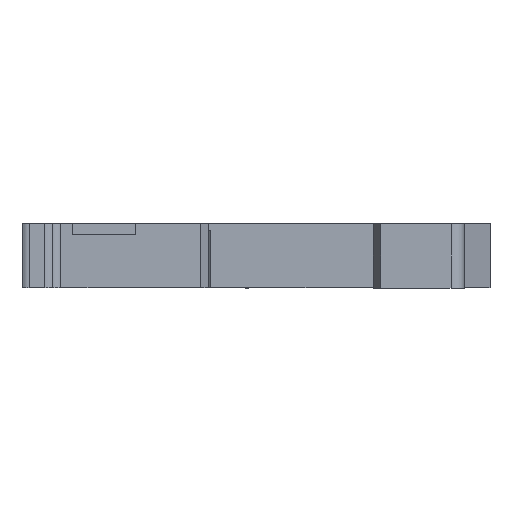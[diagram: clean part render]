
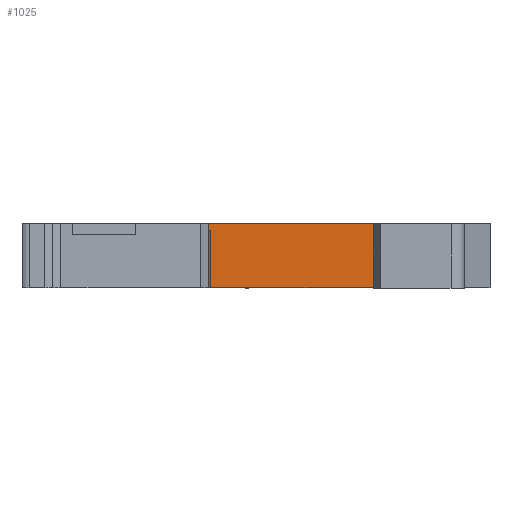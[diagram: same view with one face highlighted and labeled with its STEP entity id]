
A CAD part, front view. The second image highlights one B-rep face of the part: STEP entity #1025.
In plain terms, the highlighted planar face has unit normal (0, -1, 0).
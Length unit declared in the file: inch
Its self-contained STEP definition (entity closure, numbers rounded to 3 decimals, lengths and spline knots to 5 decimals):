
#104 = ORIENTED_EDGE ( 'NONE', *, *, #6583, .F. ) ;
#149 = CARTESIAN_POINT ( 'NONE',  ( 1.25557, 0., 0. ) ) ;
#188 = ORIENTED_EDGE ( 'NONE', *, *, #3688, .T. ) ;
#675 = EDGE_LOOP ( 'NONE', ( #2761, #8569, #8566, #104, #3805, #188 ) ) ;
#827 = CARTESIAN_POINT ( 'NONE',  ( 3.22988, 0., 0. ) ) ;
#1025 = ADVANCED_FACE ( 'NONE', ( #3892 ), #7027, .T. ) ;
#1101 = DIRECTION ( 'NONE',  ( 1., 0., 0. ) ) ;
#1158 = EDGE_CURVE ( 'NONE', #13357, #9992, #4231, .T. ) ;
#1566 = DIRECTION ( 'NONE',  ( 0., 0., -1. ) ) ;
#1571 = CARTESIAN_POINT ( 'NONE',  ( 0.56113, 0., 0.49213 ) ) ;
#2183 = DIRECTION ( 'NONE',  ( 0., 0., 1. ) ) ;
#2194 = LINE ( 'NONE', #9333, #4397 ) ;
#2366 = CARTESIAN_POINT ( 'NONE',  ( 2.61966, -0.00001, 0.00394 ) ) ;
#2761 = ORIENTED_EDGE ( 'NONE', *, *, #3772, .T. ) ;
#3055 = VERTEX_POINT ( 'NONE', #8764 ) ;
#3155 = CARTESIAN_POINT ( 'NONE',  ( 1.25557, 0., 0.49213 ) ) ;
#3464 = EDGE_CURVE ( 'NONE', #11849, #13357, #2194, .T. ) ;
#3621 = LINE ( 'NONE', #12909, #11368 ) ;
#3688 = EDGE_CURVE ( 'NONE', #3055, #9103, #12706, .T. ) ;
#3772 = EDGE_CURVE ( 'NONE', #9103, #11849, #3621, .T. ) ;
#3805 = ORIENTED_EDGE ( 'NONE', *, *, #6847, .F. ) ;
#3892 = FACE_OUTER_BOUND ( 'NONE', #675, .T. ) ;
#4188 = CARTESIAN_POINT ( 'NONE',  ( 1.31069, 0., 0.44094 ) ) ;
#4231 = LINE ( 'NONE', #8372, #8075 ) ;
#4397 = VECTOR ( 'NONE', #1101, 39.37008 ) ;
#4762 = CARTESIAN_POINT ( 'NONE',  ( 1.31069, 0., 0.00394 ) ) ;
#4874 = VECTOR ( 'NONE', #6488, 39.37008 ) ;
#5161 = VERTEX_POINT ( 'NONE', #3155 ) ;
#5591 = VECTOR ( 'NONE', #9492, 39.37008 ) ;
#6488 = DIRECTION ( 'NONE',  ( 1., 0., 0. ) ) ;
#6583 = EDGE_CURVE ( 'NONE', #5161, #9992, #12526, .T. ) ;
#6847 = EDGE_CURVE ( 'NONE', #3055, #5161, #12563, .T. ) ;
#7027 = PLANE ( 'NONE',  #7638 ) ;
#7115 = VECTOR ( 'NONE', #2183, 39.37008 ) ;
#7638 = AXIS2_PLACEMENT_3D ( 'NONE', #827, #9120, #13246 ) ;
#8075 = VECTOR ( 'NONE', #9527, 39.37008 ) ;
#8372 = CARTESIAN_POINT ( 'NONE',  ( 2.61966, 0., 0. ) ) ;
#8566 = ORIENTED_EDGE ( 'NONE', *, *, #1158, .T. ) ;
#8569 = ORIENTED_EDGE ( 'NONE', *, *, #3464, .T. ) ;
#8764 = CARTESIAN_POINT ( 'NONE',  ( 1.25557, 0., 0.44094 ) ) ;
#9103 = VERTEX_POINT ( 'NONE', #4188 ) ;
#9120 = DIRECTION ( 'NONE',  ( 0., -1., 0. ) ) ;
#9333 = CARTESIAN_POINT ( 'NONE',  ( 3.22988, 0., 0.00394 ) ) ;
#9492 = DIRECTION ( 'NONE',  ( 1., 0., 0. ) ) ;
#9527 = DIRECTION ( 'NONE',  ( 0., 0., 1. ) ) ;
#9801 = CARTESIAN_POINT ( 'NONE',  ( 1.28313, 0., 0.44094 ) ) ;
#9992 = VERTEX_POINT ( 'NONE', #13435 ) ;
#11368 = VECTOR ( 'NONE', #1566, 39.37008 ) ;
#11849 = VERTEX_POINT ( 'NONE', #4762 ) ;
#12526 = LINE ( 'NONE', #1571, #5591 ) ;
#12563 = LINE ( 'NONE', #149, #7115 ) ;
#12706 = LINE ( 'NONE', #9801, #4874 ) ;
#12909 = CARTESIAN_POINT ( 'NONE',  ( 1.31069, 0., 0. ) ) ;
#13246 = DIRECTION ( 'NONE',  ( 0., 0., -1. ) ) ;
#13357 = VERTEX_POINT ( 'NONE', #2366 ) ;
#13435 = CARTESIAN_POINT ( 'NONE',  ( 2.61966, 0., 0.49213 ) ) ;
